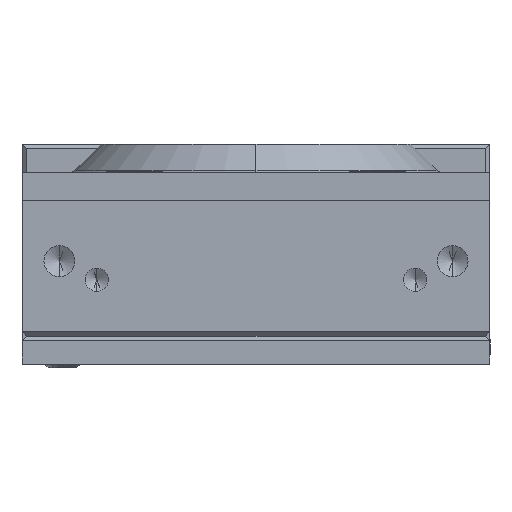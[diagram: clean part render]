
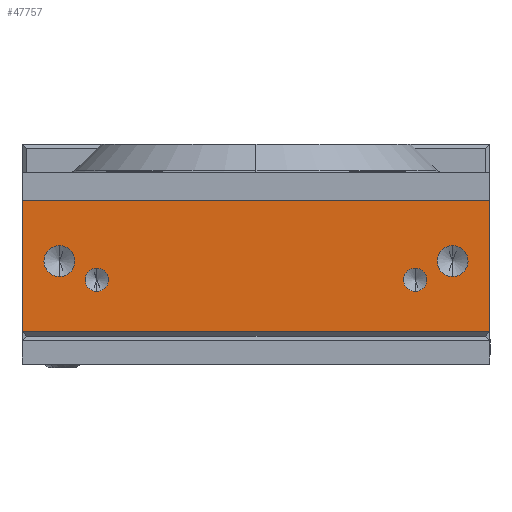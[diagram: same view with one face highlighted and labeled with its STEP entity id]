
A CAD part, left-side view. The second image highlights one B-rep face of the part: STEP entity #47757.
In plain terms, the highlighted planar face has unit normal (-1, 0, 0).
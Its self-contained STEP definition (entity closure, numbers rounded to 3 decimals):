
#41 = EDGE_CURVE ( 'NONE', #61990, #195588, #74221, .T. ) ;
#573 = CIRCLE ( 'NONE', #42604, 1.25 ) ;
#1665 = CARTESIAN_POINT ( 'NONE',  ( -65.954, 52.329, 1.226 ) ) ;
#2737 = CARTESIAN_POINT ( 'NONE',  ( -65.954, 6.329, -7.924 ) ) ;
#3104 = EDGE_LOOP ( 'NONE', ( #198793, #157081, #171664, #3701 ) ) ;
#3701 = ORIENTED_EDGE ( 'NONE', *, *, #202345, .F. ) ;
#5077 = VERTEX_POINT ( 'NONE', #24761 ) ;
#5853 = DIRECTION ( 'NONE',  ( 0., 0., 1. ) ) ;
#7895 = LINE ( 'NONE', #42557, #29964 ) ;
#10379 = ORIENTED_EDGE ( 'NONE', *, *, #143576, .F. ) ;
#10769 = DIRECTION ( 'NONE',  ( 0., 0., 1. ) ) ;
#17209 = VERTEX_POINT ( 'NONE', #116702 ) ;
#18529 = CARTESIAN_POINT ( 'NONE',  ( -65.954, 52.329, -0.424 ) ) ;
#20276 = AXIS2_PLACEMENT_3D ( 'NONE', #42242, #152075, #106125 ) ;
#20314 = DIRECTION ( 'NONE',  ( 0., 0., 1. ) ) ;
#21713 = EDGE_CURVE ( 'NONE', #5077, #139712, #142669, .T. ) ;
#24761 = CARTESIAN_POINT ( 'NONE',  ( -65.954, 52.329, -2.074 ) ) ;
#25088 = VERTEX_POINT ( 'NONE', #70581 ) ;
#25194 = CARTESIAN_POINT ( 'NONE',  ( -65.954, 52.329, -0.424 ) ) ;
#25596 = FACE_BOUND ( 'NONE', #80967, .T. ) ;
#25610 = LINE ( 'NONE', #34967, #183059 ) ;
#29964 = VECTOR ( 'NONE', #153793, 1000. ) ;
#34967 = CARTESIAN_POINT ( 'NONE',  ( -65.954, 56.329, 6.076 ) ) ;
#35639 = DIRECTION ( 'NONE',  ( 0., -1., 0. ) ) ;
#37054 = CARTESIAN_POINT ( 'NONE',  ( -65.954, 14.329, -3.674 ) ) ;
#37788 = VERTEX_POINT ( 'NONE', #126760 ) ;
#38581 = AXIS2_PLACEMENT_3D ( 'NONE', #115624, #80388, #85115 ) ;
#38935 = EDGE_CURVE ( 'NONE', #37788, #82663, #7895, .T. ) ;
#39276 = DIRECTION ( 'NONE',  ( 0., 0., 1. ) ) ;
#39654 = DIRECTION ( 'NONE',  ( 0., 0., 1. ) ) ;
#42242 = CARTESIAN_POINT ( 'NONE',  ( -65.954, 48.329, -2.424 ) ) ;
#42557 = CARTESIAN_POINT ( 'NONE',  ( -65.954, 56.329, -8.424 ) ) ;
#42604 = AXIS2_PLACEMENT_3D ( 'NONE', #68111, #70832, #39276 ) ;
#42836 = FACE_BOUND ( 'NONE', #195916, .T. ) ;
#43188 = CARTESIAN_POINT ( 'NONE',  ( -65.954, 6.329, 6.076 ) ) ;
#44257 = EDGE_LOOP ( 'NONE', ( #61446, #169455 ) ) ;
#46554 = EDGE_CURVE ( 'NONE', #17209, #201039, #62250, .T. ) ;
#46981 = CIRCLE ( 'NONE', #53129, 1.65 ) ;
#47757 = ADVANCED_FACE ( 'NONE', ( #202870, #111683, #25596, #42836, #74727 ), #85855, .T. ) ;
#49036 = ORIENTED_EDGE ( 'NONE', *, *, #46554, .F. ) ;
#52819 = DIRECTION ( 'NONE',  ( -1., 0., 0. ) ) ;
#53129 = AXIS2_PLACEMENT_3D ( 'NONE', #100002, #194947, #5853 ) ;
#53513 = VECTOR ( 'NONE', #144284, 1000. ) ;
#57940 = EDGE_CURVE ( 'NONE', #139712, #5077, #92785, .T. ) ;
#60294 = AXIS2_PLACEMENT_3D ( 'NONE', #25194, #199913, #10769 ) ;
#61446 = ORIENTED_EDGE ( 'NONE', *, *, #57940, .F. ) ;
#61990 = VERTEX_POINT ( 'NONE', #37054 ) ;
#62250 = CIRCLE ( 'NONE', #20276, 1.25 ) ;
#68111 = CARTESIAN_POINT ( 'NONE',  ( -65.954, 48.329, -2.424 ) ) ;
#69742 = AXIS2_PLACEMENT_3D ( 'NONE', #97357, #128934, #20314 ) ;
#70581 = CARTESIAN_POINT ( 'NONE',  ( -65.954, 6.329, -7.924 ) ) ;
#70832 = DIRECTION ( 'NONE',  ( -1., 0., 0. ) ) ;
#74221 = CIRCLE ( 'NONE', #38581, 1.25 ) ;
#74727 = FACE_OUTER_BOUND ( 'NONE', #3104, .T. ) ;
#80388 = DIRECTION ( 'NONE',  ( -1., 0., 0. ) ) ;
#80967 = EDGE_LOOP ( 'NONE', ( #10379, #154635 ) ) ;
#82663 = VERTEX_POINT ( 'NONE', #126241 ) ;
#85115 = DIRECTION ( 'NONE',  ( 0., 0., 1. ) ) ;
#85855 = PLANE ( 'NONE',  #186527 ) ;
#88541 = CARTESIAN_POINT ( 'NONE',  ( -65.954, 48.329, -3.674 ) ) ;
#90866 = AXIS2_PLACEMENT_3D ( 'NONE', #135639, #179710, #118545 ) ;
#92785 = CIRCLE ( 'NONE', #60294, 1.65 ) ;
#93137 = EDGE_CURVE ( 'NONE', #201039, #17209, #573, .T. ) ;
#95400 = LINE ( 'NONE', #2737, #53513 ) ;
#97357 = CARTESIAN_POINT ( 'NONE',  ( -65.954, 14.329, -2.424 ) ) ;
#100002 = CARTESIAN_POINT ( 'NONE',  ( -65.954, 10.329, -0.424 ) ) ;
#106125 = DIRECTION ( 'NONE',  ( 0., 0., 1. ) ) ;
#109558 = EDGE_CURVE ( 'NONE', #137318, #179577, #46981, .T. ) ;
#111683 = FACE_BOUND ( 'NONE', #195926, .T. ) ;
#115624 = CARTESIAN_POINT ( 'NONE',  ( -65.954, 14.329, -2.424 ) ) ;
#116702 = CARTESIAN_POINT ( 'NONE',  ( -65.954, 48.329, -1.174 ) ) ;
#118545 = DIRECTION ( 'NONE',  ( 0., 0., 1. ) ) ;
#126241 = CARTESIAN_POINT ( 'NONE',  ( -65.954, 56.329, 6.076 ) ) ;
#126760 = CARTESIAN_POINT ( 'NONE',  ( -65.954, 56.329, -7.924 ) ) ;
#127763 = VECTOR ( 'NONE', #39654, 1000. ) ;
#128934 = DIRECTION ( 'NONE',  ( -1., 0., 0. ) ) ;
#129160 = DIRECTION ( 'NONE',  ( 0., 0., 1. ) ) ;
#133799 = CARTESIAN_POINT ( 'NONE',  ( -65.954, 6.329, -8.424 ) ) ;
#135639 = CARTESIAN_POINT ( 'NONE',  ( -65.954, 10.329, -0.424 ) ) ;
#137318 = VERTEX_POINT ( 'NONE', #141357 ) ;
#138345 = ORIENTED_EDGE ( 'NONE', *, *, #157106, .F. ) ;
#139712 = VERTEX_POINT ( 'NONE', #1665 ) ;
#140904 = EDGE_CURVE ( 'NONE', #37788, #25088, #95400, .T. ) ;
#141357 = CARTESIAN_POINT ( 'NONE',  ( -65.954, 10.329, -2.074 ) ) ;
#142669 = CIRCLE ( 'NONE', #166772, 1.65 ) ;
#143576 = EDGE_CURVE ( 'NONE', #195588, #61990, #187815, .T. ) ;
#144284 = DIRECTION ( 'NONE',  ( 0., -1., 0. ) ) ;
#149598 = EDGE_CURVE ( 'NONE', #25088, #175871, #169524, .T. ) ;
#152075 = DIRECTION ( 'NONE',  ( -1., 0., 0. ) ) ;
#153793 = DIRECTION ( 'NONE',  ( 0., 0., 1. ) ) ;
#154635 = ORIENTED_EDGE ( 'NONE', *, *, #41, .F. ) ;
#157081 = ORIENTED_EDGE ( 'NONE', *, *, #140904, .T. ) ;
#157106 = EDGE_CURVE ( 'NONE', #179577, #137318, #170117, .T. ) ;
#163510 = DIRECTION ( 'NONE',  ( -1., 0., 0. ) ) ;
#166772 = AXIS2_PLACEMENT_3D ( 'NONE', #18529, #52819, #129160 ) ;
#169455 = ORIENTED_EDGE ( 'NONE', *, *, #21713, .F. ) ;
#169524 = LINE ( 'NONE', #133799, #127763 ) ;
#170117 = CIRCLE ( 'NONE', #90866, 1.65 ) ;
#171664 = ORIENTED_EDGE ( 'NONE', *, *, #149598, .T. ) ;
#175871 = VERTEX_POINT ( 'NONE', #43188 ) ;
#177400 = ORIENTED_EDGE ( 'NONE', *, *, #109558, .F. ) ;
#179577 = VERTEX_POINT ( 'NONE', #181338 ) ;
#179710 = DIRECTION ( 'NONE',  ( -1., 0., 0. ) ) ;
#181338 = CARTESIAN_POINT ( 'NONE',  ( -65.954, 10.329, 1.226 ) ) ;
#182081 = CARTESIAN_POINT ( 'NONE',  ( -65.954, 14.329, -1.174 ) ) ;
#183059 = VECTOR ( 'NONE', #35639, 1000. ) ;
#185608 = ORIENTED_EDGE ( 'NONE', *, *, #93137, .F. ) ;
#186527 = AXIS2_PLACEMENT_3D ( 'NONE', #195974, #163510, #193899 ) ;
#187815 = CIRCLE ( 'NONE', #69742, 1.25 ) ;
#193899 = DIRECTION ( 'NONE',  ( 0., -1., 0. ) ) ;
#194947 = DIRECTION ( 'NONE',  ( -1., 0., 0. ) ) ;
#195588 = VERTEX_POINT ( 'NONE', #182081 ) ;
#195916 = EDGE_LOOP ( 'NONE', ( #49036, #185608 ) ) ;
#195926 = EDGE_LOOP ( 'NONE', ( #138345, #177400 ) ) ;
#195974 = CARTESIAN_POINT ( 'NONE',  ( -65.954, 56.329, -8.424 ) ) ;
#198793 = ORIENTED_EDGE ( 'NONE', *, *, #38935, .F. ) ;
#199913 = DIRECTION ( 'NONE',  ( -1., 0., 0. ) ) ;
#201039 = VERTEX_POINT ( 'NONE', #88541 ) ;
#202345 = EDGE_CURVE ( 'NONE', #82663, #175871, #25610, .T. ) ;
#202870 = FACE_BOUND ( 'NONE', #44257, .T. ) ;
